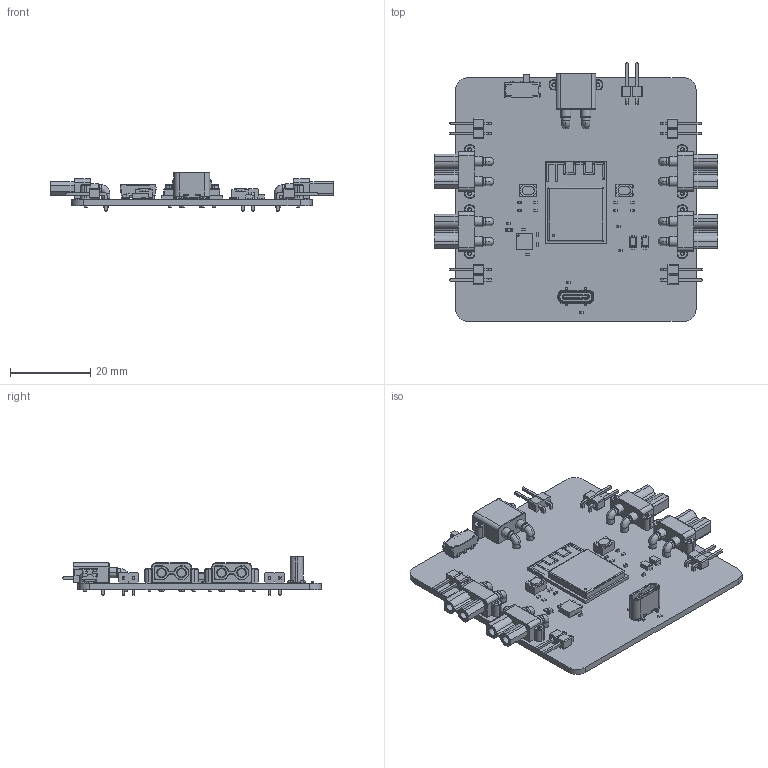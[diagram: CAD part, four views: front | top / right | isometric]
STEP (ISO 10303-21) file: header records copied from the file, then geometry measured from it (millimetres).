
FILE_DESCRIPTION(('KiCad electronic assembly'),'2;1');
FILE_NAME('BattleBot.step','2024-08-22T12:18:59',('Pcbnew'),('Kicad'), 'Open CASCADE STEP processor 7.7','KiCad to STEP converter','Unknown' );
FILE_SCHEMA(('AUTOMOTIVE_DESIGN { 1 0 10303 214 1 1 1 1 }'));
Length unit declared in the file: millimetre
Products named in the file (26): BattleBot 1; C_0402_1005Metric; ADXL335; LED_0603_1608Metric; XT30PW-F; ESP32-S3-MINI-1-N8; R_0402_1005Metric; JS102011JAQN; D_SOD-123F; D_SOD_123F; PinHeader_1x02_P2.54mm_Horizontal; PinHeader_1x02_P254mm_Horizontal; rockerSwitch - SMD - Part 1; Part 1; USB4120-03-C_REVA; USB4120-03-C; XT30PW-M; BattleBot_PCB
Assembly tree (49 placements, depth 3):
  BattleBot 1
    C_0402_1005Metric  x10
      C_0402_1005Metric
    ADXL335
      ADXL335
    LED_0603_1608Metric
      LED_0603_1608Metric
    XT30PW-F  x4
      XT30PW-F
    ESP32-S3-MINI-1-N8
      ESP32-S3-MINI-1-N8
    R_0402_1005Metric  x7
      R_0402_1005Metric
    JS102011JAQN
      JS102011JAQN
    D_SOD-123F  x2
      D_SOD_123F
    PinHeader_1x02_P2.54mm_Horizontal  x5
      PinHeader_1x02_P254mm_Horizontal
    rockerSwitch - SMD - Part 1  x2
      Part 1
    USB4120-03-C_REVA
      USB4120-03-C
    XT30PW-M
      XT30PW-M
    BattleBot_PCB
Bounding box: 70.87 x 64.54 x 9.5 mm (x, y, z)
Volume: 8457.9 mm3; surface area: 14179.8 mm2
Topology: 234 solids, 234 shells, 4282 faces, 10109 edges, 6457 vertices
Faces by surface type: plane 3051, cylinder 863, cone 178, bspline 166, torus 24
Entity records: 91480 total; most frequent: CARTESIAN_POINT 17515, ORIENTED_EDGE 14286, DIRECTION 14159, EDGE_CURVE 7143, LINE 5809, VECTOR 5809, VERTEX_POINT 4591, AXIS2_PLACEMENT_3D 4175
